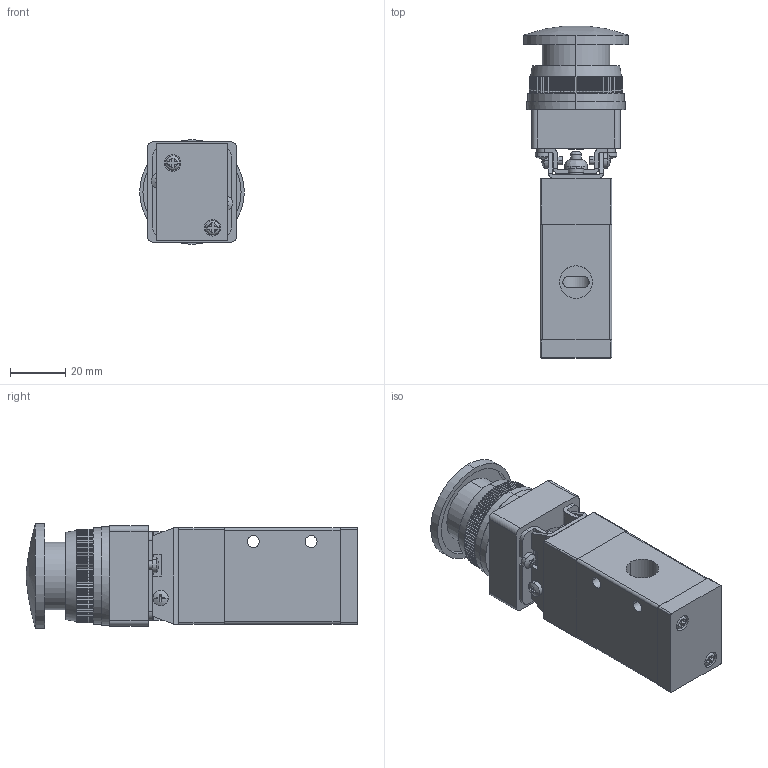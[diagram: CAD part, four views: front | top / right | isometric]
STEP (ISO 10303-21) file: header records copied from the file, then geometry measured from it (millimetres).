
FILE_DESCRIPTION (( 'STEP AP203' ), '1' );
FILE_NAME ('MSV-98322PB.step', '2017-02-23T20:52:36', ( '' ), ( '' ), 'SwSTEP 2.0', 'SolidWorks 2016', '' );
FILE_SCHEMA (( 'CONFIG_CONTROL_DESIGN' ));
Length unit declared in the file: millimetre
Products named in the file (1): MSV-98322PB
Bounding box: 38 x 120.46 x 38 mm (x, y, z)
Volume: 93576.8 mm3; surface area: 32087.9 mm2
Topology: 14 solids, 14 shells, 861 faces, 2176 edges, 1366 vertices
Faces by surface type: plane 554, cylinder 265, bspline 32, cone 10
Entity records: 26500 total; most frequent: CARTESIAN_POINT 5800, ORIENTED_EDGE 4328, DIRECTION 4297, EDGE_CURVE 2164, AXIS2_PLACEMENT_3D 1503, VERTEX_POINT 1366, LINE 1291, VECTOR 1291
